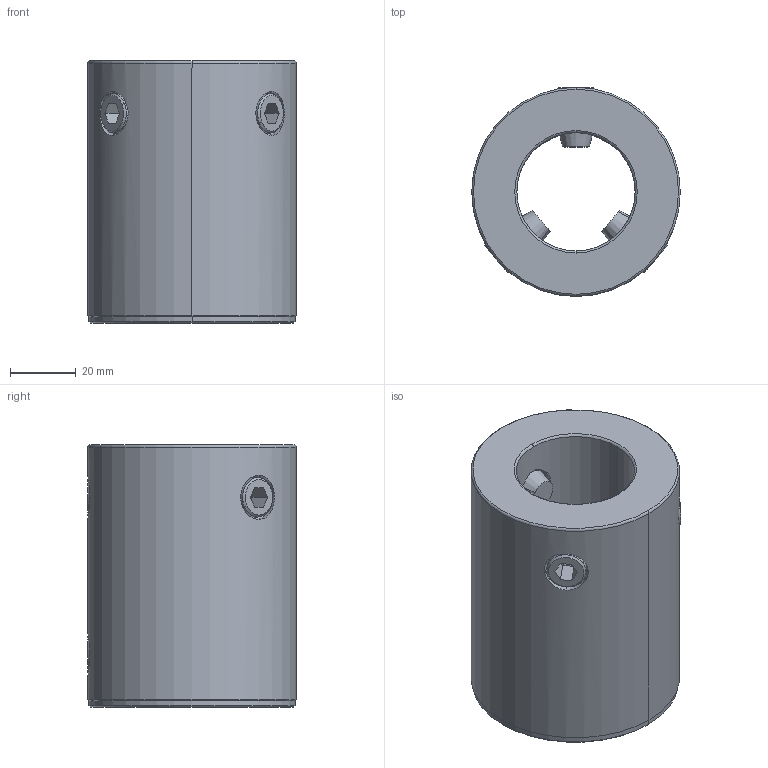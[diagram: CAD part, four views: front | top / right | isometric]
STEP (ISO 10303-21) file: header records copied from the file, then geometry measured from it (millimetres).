
FILE_DESCRIPTION(('no description'),'unknown implementation level');
FILE_NAME('32ED3116-D334-4DD9-8944-6D527C1EBE81_export.stp',' ',('CIMSOURCE GmbH'),('CADClick - KiM GmbH - www.kimweb.de'),'unknown preprocess','ACIS','unknown authorization');
FILE_SCHEMA(('automotive_design'));
Length unit declared in the file: millimetre
Products named in the file (5): 331.860N Kaiser Rohrverl�ngerung CKN6 X CK6B X 80 Al|690.436 Kaiser ETL M12 X 18 CK6;Schnitt-Linear austragen2; 331.860N Kaiser Rohrverl�ngerung CKN6 X CK6B X 80 Al|331.860N Rohrverl�ngerung R CKN6xCK6Bx80;Kombinieren1
Bounding box: 63.5 x 63.5 x 80 mm (x, y, z)
Volume: 169265.3 mm3; surface area: 34283.9 mm2
Topology: 5 solids, 5 shells, 172 faces, 381 edges, 212 vertices
Faces by surface type: plane 68, cone 52, cylinder 44, torus 8
Entity records: 9741 total; most frequent: CARTESIAN_POINT 1527, DIRECTION 849, STYLED_ITEM 762, PRESENTATION_STYLE_ASSIGNMENT 762, COLOUR_RGB 762, ORIENTED_EDGE 746, EDGE_CURVE 373, CURVE_STYLE 373
